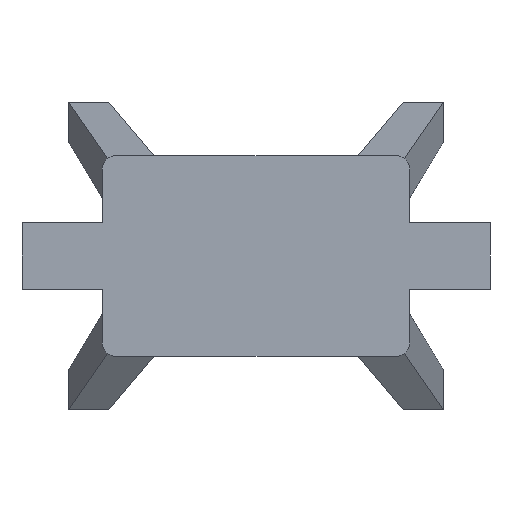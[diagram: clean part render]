
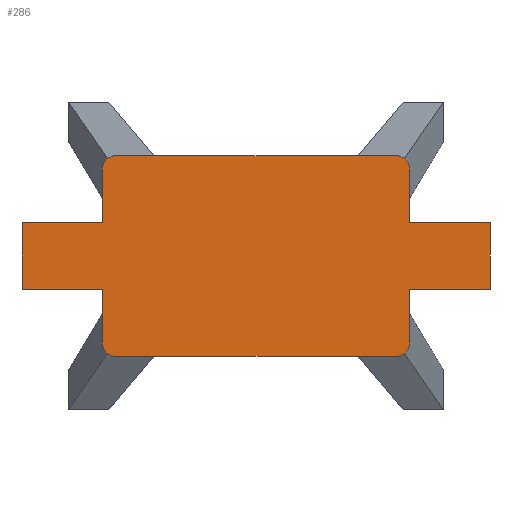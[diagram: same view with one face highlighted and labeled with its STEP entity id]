
A CAD part, front view. The second image highlights one B-rep face of the part: STEP entity #286.
In plain terms, the highlighted planar face has unit normal (0, -1, 0).
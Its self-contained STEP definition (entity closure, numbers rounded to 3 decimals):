
#6 = AXIS2_PLACEMENT_3D ( 'NONE', #1034, #162, #866 ) ;
#30 = VECTOR ( 'NONE', #2041, 1000. ) ;
#33 = EDGE_CURVE ( 'NONE', #921, #652, #629, .T. ) ;
#105 = DIRECTION ( 'NONE',  ( -1., 0., 0. ) ) ;
#124 = CARTESIAN_POINT ( 'NONE',  ( 35., 0., 5. ) ) ;
#127 = LINE ( 'NONE', #845, #557 ) ;
#132 = LINE ( 'NONE', #850, #765 ) ;
#143 = ORIENTED_EDGE ( 'NONE', *, *, #757, .F. ) ;
#162 = DIRECTION ( 'NONE',  ( 0., -1., 0. ) ) ;
#225 = DIRECTION ( 'NONE',  ( 0., -1., 0. ) ) ;
#286 = ADVANCED_FACE ( 'NONE', ( #1454 ), #567, .F. ) ;
#304 = EDGE_CURVE ( 'NONE', #921, #2217, #1505, .T. ) ;
#320 = CARTESIAN_POINT ( 'NONE',  ( -35., 0., 5. ) ) ;
#321 = VERTEX_POINT ( 'NONE', #1900 ) ;
#381 = CARTESIAN_POINT ( 'NONE',  ( -23., 0., 13. ) ) ;
#421 = EDGE_CURVE ( 'NONE', #2301, #2126, #969, .T. ) ;
#429 = CARTESIAN_POINT ( 'NONE',  ( 23., 0., 5. ) ) ;
#440 = DIRECTION ( 'NONE',  ( 0., 1., 0. ) ) ;
#450 = VERTEX_POINT ( 'NONE', #512 ) ;
#451 = DIRECTION ( 'NONE',  ( 1., 0., 0. ) ) ;
#459 = LINE ( 'NONE', #823, #1497 ) ;
#460 = CARTESIAN_POINT ( 'NONE',  ( 23., 0., -13. ) ) ;
#465 = VERTEX_POINT ( 'NONE', #1924 ) ;
#470 = DIRECTION ( 'NONE',  ( 0., -1., 0. ) ) ;
#484 = LINE ( 'NONE', #633, #1375 ) ;
#501 = ORIENTED_EDGE ( 'NONE', *, *, #304, .F. ) ;
#512 = CARTESIAN_POINT ( 'NONE',  ( -35., 0., 5. ) ) ;
#514 = EDGE_CURVE ( 'NONE', #2161, #1745, #132, .T. ) ;
#520 = CARTESIAN_POINT ( 'NONE',  ( 23., 0., 13. ) ) ;
#536 = ORIENTED_EDGE ( 'NONE', *, *, #940, .F. ) ;
#544 = CARTESIAN_POINT ( 'NONE',  ( -23., 0., 5. ) ) ;
#557 = VECTOR ( 'NONE', #1942, 1000. ) ;
#567 = PLANE ( 'NONE',  #989 ) ;
#597 = CARTESIAN_POINT ( 'NONE',  ( 23., 0., -5. ) ) ;
#629 = CIRCLE ( 'NONE', #1271, 2. ) ;
#633 = CARTESIAN_POINT ( 'NONE',  ( -23., 0., -5. ) ) ;
#649 = EDGE_CURVE ( 'NONE', #465, #861, #484, .T. ) ;
#650 = CARTESIAN_POINT ( 'NONE',  ( 23., 0., -15. ) ) ;
#652 = VERTEX_POINT ( 'NONE', #460 ) ;
#666 = DIRECTION ( 'NONE',  ( -1., 0., 0. ) ) ;
#670 = EDGE_LOOP ( 'NONE', ( #1158, #1801, #501, #1396, #536, #2074, #1313, #1339, #979, #1274, #143, #2109, #1666, #718, #1771, #1933 ) ) ;
#692 = LINE ( 'NONE', #320, #1416 ) ;
#694 = EDGE_CURVE ( 'NONE', #450, #2161, #692, .T. ) ;
#718 = ORIENTED_EDGE ( 'NONE', *, *, #694, .F. ) ;
#741 = CARTESIAN_POINT ( 'NONE',  ( 21., 0., -15. ) ) ;
#757 = EDGE_CURVE ( 'NONE', #839, #1882, #127, .T. ) ;
#765 = VECTOR ( 'NONE', #1569, 1000. ) ;
#792 = DIRECTION ( 'NONE',  ( -1., 0., 0. ) ) ;
#823 = CARTESIAN_POINT ( 'NONE',  ( -23., 0., -15. ) ) ;
#829 = AXIS2_PLACEMENT_3D ( 'NONE', #2309, #470, #1383 ) ;
#839 = VERTEX_POINT ( 'NONE', #929 ) ;
#843 = DIRECTION ( 'NONE',  ( 0., 0., -1. ) ) ;
#845 = CARTESIAN_POINT ( 'NONE',  ( -23., 0., 15. ) ) ;
#850 = CARTESIAN_POINT ( 'NONE',  ( -23., 0., 5. ) ) ;
#861 = VERTEX_POINT ( 'NONE', #1800 ) ;
#863 = CIRCLE ( 'NONE', #829, 2. ) ;
#866 = DIRECTION ( 'NONE',  ( 0., 0., 1. ) ) ;
#890 = LINE ( 'NONE', #1381, #1210 ) ;
#921 = VERTEX_POINT ( 'NONE', #741 ) ;
#929 = CARTESIAN_POINT ( 'NONE',  ( -21., 0., 15. ) ) ;
#940 = EDGE_CURVE ( 'NONE', #2276, #652, #1881, .T. ) ;
#942 = DIRECTION ( 'NONE',  ( 0., 0., 1. ) ) ;
#947 = CARTESIAN_POINT ( 'NONE',  ( -35., 0., -5. ) ) ;
#969 = LINE ( 'NONE', #429, #2082 ) ;
#975 = CARTESIAN_POINT ( 'NONE',  ( 21., 0., 15. ) ) ;
#979 = ORIENTED_EDGE ( 'NONE', *, *, #1898, .F. ) ;
#981 = DIRECTION ( 'NONE',  ( 0., 0., 1. ) ) ;
#989 = AXIS2_PLACEMENT_3D ( 'NONE', #1282, #440, #981 ) ;
#1025 = CIRCLE ( 'NONE', #6, 2. ) ;
#1034 = CARTESIAN_POINT ( 'NONE',  ( -21., 0., -13. ) ) ;
#1070 = EDGE_CURVE ( 'NONE', #321, #2276, #890, .T. ) ;
#1112 = EDGE_CURVE ( 'NONE', #2126, #321, #1737, .T. ) ;
#1114 = EDGE_CURVE ( 'NONE', #2039, #2217, #1025, .T. ) ;
#1158 = ORIENTED_EDGE ( 'NONE', *, *, #1808, .F. ) ;
#1173 = CARTESIAN_POINT ( 'NONE',  ( -21., 0., -15. ) ) ;
#1176 = DIRECTION ( 'NONE',  ( 0., 0., 1. ) ) ;
#1205 = CARTESIAN_POINT ( 'NONE',  ( 23., 0., 5. ) ) ;
#1210 = VECTOR ( 'NONE', #666, 1000. ) ;
#1250 = CARTESIAN_POINT ( 'NONE',  ( 35., 0., 5. ) ) ;
#1271 = AXIS2_PLACEMENT_3D ( 'NONE', #1692, #225, #942 ) ;
#1274 = ORIENTED_EDGE ( 'NONE', *, *, #1952, .T. ) ;
#1282 = CARTESIAN_POINT ( 'NONE',  ( 0., 0., 0. ) ) ;
#1313 = ORIENTED_EDGE ( 'NONE', *, *, #1112, .F. ) ;
#1339 = ORIENTED_EDGE ( 'NONE', *, *, #421, .F. ) ;
#1375 = VECTOR ( 'NONE', #105, 1000. ) ;
#1381 = CARTESIAN_POINT ( 'NONE',  ( 35., 0., -5. ) ) ;
#1383 = DIRECTION ( 'NONE',  ( 0., 0., 1. ) ) ;
#1396 = ORIENTED_EDGE ( 'NONE', *, *, #33, .T. ) ;
#1416 = VECTOR ( 'NONE', #1587, 1000. ) ;
#1454 = FACE_OUTER_BOUND ( 'NONE', #670, .T. ) ;
#1476 = EDGE_CURVE ( 'NONE', #861, #450, #1676, .T. ) ;
#1497 = VECTOR ( 'NONE', #1176, 1000. ) ;
#1500 = DIRECTION ( 'NONE',  ( 0., 0., -1. ) ) ;
#1505 = LINE ( 'NONE', #650, #1629 ) ;
#1507 = VECTOR ( 'NONE', #843, 1000. ) ;
#1544 = VECTOR ( 'NONE', #2261, 1000. ) ;
#1569 = DIRECTION ( 'NONE',  ( 0., 0., 1. ) ) ;
#1587 = DIRECTION ( 'NONE',  ( 1., 0., 0. ) ) ;
#1598 = CARTESIAN_POINT ( 'NONE',  ( -23., 0., -13. ) ) ;
#1629 = VECTOR ( 'NONE', #792, 1000. ) ;
#1666 = ORIENTED_EDGE ( 'NONE', *, *, #514, .F. ) ;
#1673 = EDGE_CURVE ( 'NONE', #839, #1745, #1938, .T. ) ;
#1676 = LINE ( 'NONE', #947, #30 ) ;
#1692 = CARTESIAN_POINT ( 'NONE',  ( 21., 0., -13. ) ) ;
#1728 = VECTOR ( 'NONE', #1500, 1000. ) ;
#1737 = LINE ( 'NONE', #124, #1507 ) ;
#1745 = VERTEX_POINT ( 'NONE', #381 ) ;
#1767 = DIRECTION ( 'NONE',  ( 0., 0., 1. ) ) ;
#1771 = ORIENTED_EDGE ( 'NONE', *, *, #1476, .F. ) ;
#1800 = CARTESIAN_POINT ( 'NONE',  ( -35., 0., -5. ) ) ;
#1801 = ORIENTED_EDGE ( 'NONE', *, *, #1114, .T. ) ;
#1808 = EDGE_CURVE ( 'NONE', #2039, #465, #459, .T. ) ;
#1858 = CARTESIAN_POINT ( 'NONE',  ( 23., 0., -5. ) ) ;
#1881 = LINE ( 'NONE', #1858, #1544 ) ;
#1882 = VERTEX_POINT ( 'NONE', #975 ) ;
#1895 = CARTESIAN_POINT ( 'NONE',  ( 23., 0., 15. ) ) ;
#1898 = EDGE_CURVE ( 'NONE', #2005, #2301, #2029, .T. ) ;
#1900 = CARTESIAN_POINT ( 'NONE',  ( 35., 0., -5. ) ) ;
#1924 = CARTESIAN_POINT ( 'NONE',  ( -23., 0., -5. ) ) ;
#1933 = ORIENTED_EDGE ( 'NONE', *, *, #649, .F. ) ;
#1934 = CARTESIAN_POINT ( 'NONE',  ( -21., 0., 13. ) ) ;
#1938 = CIRCLE ( 'NONE', #2245, 2. ) ;
#1942 = DIRECTION ( 'NONE',  ( 1., 0., 0. ) ) ;
#1944 = DIRECTION ( 'NONE',  ( 0., -1., 0. ) ) ;
#1952 = EDGE_CURVE ( 'NONE', #2005, #1882, #863, .T. ) ;
#2005 = VERTEX_POINT ( 'NONE', #520 ) ;
#2029 = LINE ( 'NONE', #1895, #1728 ) ;
#2039 = VERTEX_POINT ( 'NONE', #1598 ) ;
#2041 = DIRECTION ( 'NONE',  ( 0., 0., 1. ) ) ;
#2074 = ORIENTED_EDGE ( 'NONE', *, *, #1070, .F. ) ;
#2082 = VECTOR ( 'NONE', #451, 1000. ) ;
#2109 = ORIENTED_EDGE ( 'NONE', *, *, #1673, .T. ) ;
#2126 = VERTEX_POINT ( 'NONE', #1250 ) ;
#2161 = VERTEX_POINT ( 'NONE', #544 ) ;
#2217 = VERTEX_POINT ( 'NONE', #1173 ) ;
#2245 = AXIS2_PLACEMENT_3D ( 'NONE', #1934, #1944, #1767 ) ;
#2261 = DIRECTION ( 'NONE',  ( 0., 0., -1. ) ) ;
#2276 = VERTEX_POINT ( 'NONE', #597 ) ;
#2301 = VERTEX_POINT ( 'NONE', #1205 ) ;
#2309 = CARTESIAN_POINT ( 'NONE',  ( 21., 0., 13. ) ) ;
